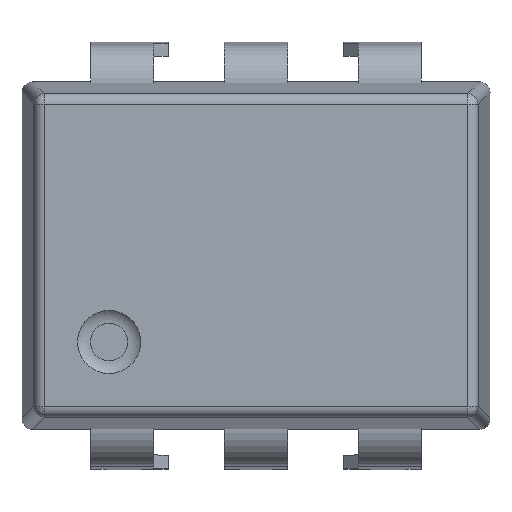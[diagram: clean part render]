
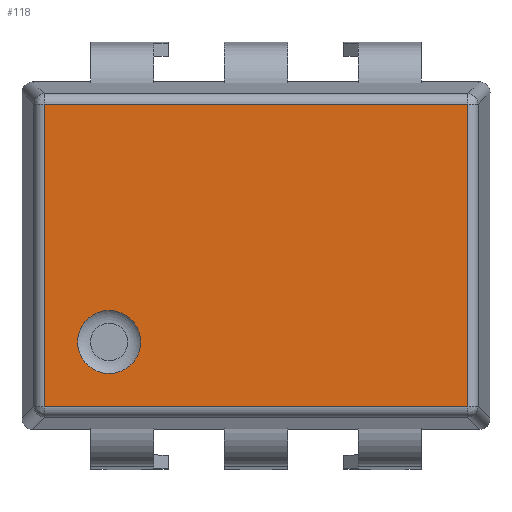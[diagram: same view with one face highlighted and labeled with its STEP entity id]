
A CAD part, top view. The second image highlights one B-rep face of the part: STEP entity #118.
In plain terms, the highlighted planar face has unit normal (0, 0, 1).
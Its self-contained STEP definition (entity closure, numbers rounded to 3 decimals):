
#118=ADVANCED_FACE('',(#1594,#1596),#1598,.T.);
#1594=FACE_BOUND('',#1595,.T.);
#1595=EDGE_LOOP('',(#2858,#2859,#2860,#2861));
#1596=FACE_BOUND('',#1597,.T.);
#1597=EDGE_LOOP('',(#2862));
#1598=PLANE('',#1599);
#1599=AXIS2_PLACEMENT_3D('',#1600,#1601,#1602);
#1600=CARTESIAN_POINT('',(0.,0.,5.08));
#1601=DIRECTION('',(0.,0.,1.));
#1602=DIRECTION('',(1.,0.,0.));
#2858=ORIENTED_EDGE('',*,*,#3638,.T.);
#2859=ORIENTED_EDGE('',*,*,#3639,.T.);
#2860=ORIENTED_EDGE('',*,*,#3640,.T.);
#2861=ORIENTED_EDGE('',*,*,#3641,.T.);
#2862=ORIENTED_EDGE('',*,*,#3642,.F.);
#3638=EDGE_CURVE('',#4028,#4029,#4030,.T.);
#3639=EDGE_CURVE('',#4029,#4031,#4032,.T.);
#3640=EDGE_CURVE('',#4031,#4033,#4034,.T.);
#3641=EDGE_CURVE('',#4033,#4028,#4035,.T.);
#3642=EDGE_CURVE('',#4036,#4036,#4037,.T.);
#4028=VERTEX_POINT('',#4660);
#4029=VERTEX_POINT('',#4661);
#4030=LINE('',#4662,#4663);
#4031=VERTEX_POINT('',#4665);
#4032=LINE('',#4666,#4667);
#4033=VERTEX_POINT('',#4669);
#4034=LINE('',#4670,#4671);
#4035=LINE('',#4673,#4674);
#4036=VERTEX_POINT('',#4676);
#4037=CIRCLE('',#4677,0.6);
#4660=CARTESIAN_POINT('',(4.019,2.874,5.08));
#4661=CARTESIAN_POINT('',(-4.019,2.874,5.08));
#4662=CARTESIAN_POINT('',(4.019,2.874,5.08));
#4663=VECTOR('',#4664,1.);
#4664=DIRECTION('',(-1.,0.,0.));
#4665=CARTESIAN_POINT('',(-4.019,-2.874,5.08));
#4666=CARTESIAN_POINT('',(-4.019,2.874,5.08));
#4667=VECTOR('',#4668,1.);
#4668=DIRECTION('',(0.,-1.,0.));
#4669=CARTESIAN_POINT('',(4.019,-2.874,5.08));
#4670=CARTESIAN_POINT('',(-4.019,-2.874,5.08));
#4671=VECTOR('',#4672,1.);
#4672=DIRECTION('',(1.,0.,0.));
#4673=CARTESIAN_POINT('',(4.019,-2.874,5.08));
#4674=VECTOR('',#4675,1.);
#4675=DIRECTION('',(0.,1.,0.));
#4676=CARTESIAN_POINT('',(-2.19,-1.645,5.08));
#4677=AXIS2_PLACEMENT_3D('',#4678,#4679,#4680);
#4678=CARTESIAN_POINT('',(-2.79,-1.645,5.08));
#4679=DIRECTION('',(0.,0.,1.));
#4680=DIRECTION('',(1.,0.,0.));
